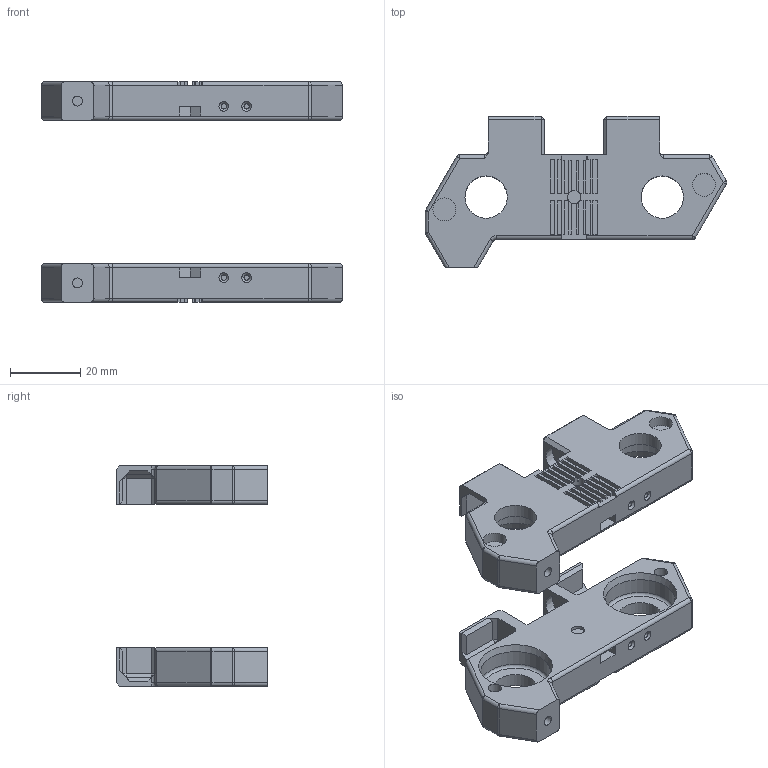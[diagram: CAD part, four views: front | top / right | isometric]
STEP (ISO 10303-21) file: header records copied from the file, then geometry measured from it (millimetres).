
FILE_DESCRIPTION(/* description */ (''),/* implementation_level */ '2;1');
FILE_NAME(/* name */ 'xCarriage.stp',/* time_stamp */ '2018-02-13T22:02:41-08:00',/* author */ ('Andrew'),/* organization */ (''),/* preprocessor_version */ 'ST-DEVELOPER v15.6',/* originating_system */ 'Autodesk Inventor 2015',/* authorisation */ '');
FILE_SCHEMA (('AUTOMOTIVE_DESIGN { 1 0 10303 214 3 1 1 }'));
Length unit declared in the file: millimetre
Products named in the file (1): xCarriage
Bounding box: 85.52 x 43 x 62.6 mm (x, y, z)
Volume: 34377.1 mm3; surface area: 19090.9 mm2
Topology: 2 solids, 2 shells, 428 faces, 1062 edges, 670 vertices
Faces by surface type: plane 308, cylinder 76, sphere 20, torus 12, cone 12
Full cylindrical faces by diameter (mm): 1.5 x4, 2.8 x2, 3.8 x8, 6.5 x2, 12 x4, 19.8 x4
Entity records: 12227 total; most frequent: CARTESIAN_POINT 2117, DIRECTION 2066, ORIENTED_EDGE 2020, EDGE_CURVE 1010, LINE 804, VECTOR 804, VERTEX_POINT 658, AXIS2_PLACEMENT_3D 631
